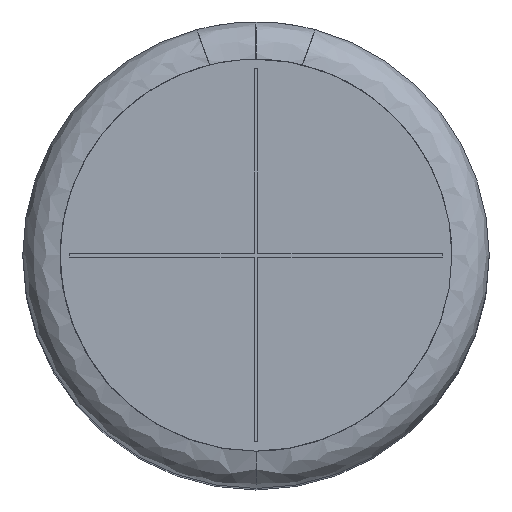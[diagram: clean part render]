
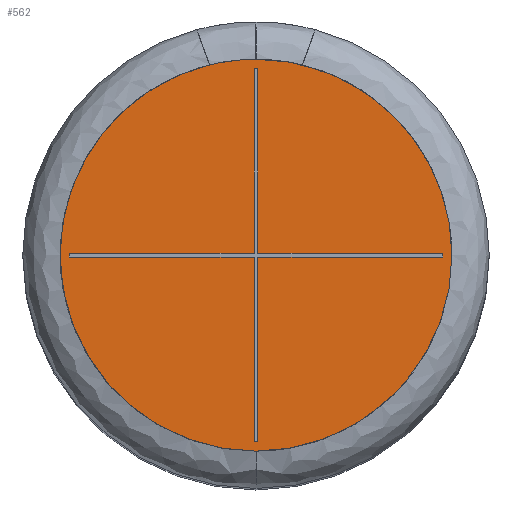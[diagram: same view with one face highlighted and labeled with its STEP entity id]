
A CAD part, top view. The second image highlights one B-rep face of the part: STEP entity #562.
In plain terms, the highlighted planar face has unit normal (0, 0, 1).
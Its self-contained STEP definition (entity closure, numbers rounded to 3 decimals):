
#250 = ORIENTED_EDGE ( 'NONE', *, *, #481, .T. ) ;
#452 = VERTEX_POINT ( 'NONE', #5602 ) ;
#453 = VERTEX_POINT ( 'NONE', #5635 ) ;
#454 = VERTEX_POINT ( 'NONE', #5600 ) ;
#457 = VERTEX_POINT ( 'NONE', #5636 ) ;
#462 = EDGE_CURVE ( 'NONE', #479, #457, #5599, .T. ) ;
#466 = VERTEX_POINT ( 'NONE', #5618 ) ;
#469 = EDGE_CURVE ( 'NONE', #4132, #1565, #5662, .T. ) ;
#479 = VERTEX_POINT ( 'NONE', #5684 ) ;
#481 = EDGE_CURVE ( 'NONE', #1565, #479, #5669, .T. ) ;
#482 = VERTEX_POINT ( 'NONE', #5724 ) ;
#484 = EDGE_CURVE ( 'NONE', #457, #482, #5720, .T. ) ;
#494 = EDGE_CURVE ( 'NONE', #452, #4148, #5759, .T. ) ;
#499 = ORIENTED_EDGE ( 'NONE', *, *, #559, .F. ) ;
#503 = EDGE_CURVE ( 'NONE', #454, #453, #5764, .T. ) ;
#517 = EDGE_CURVE ( 'NONE', #466, #454, #5817, .T. ) ;
#520 = EDGE_CURVE ( 'NONE', #565, #4043, #5858, .T. ) ;
#531 = EDGE_CURVE ( 'NONE', #482, #466, #5645, .T. ) ;
#551 = ORIENTED_EDGE ( 'NONE', *, *, #4052, .F. ) ;
#552 = ORIENTED_EDGE ( 'NONE', *, *, #494, .T. ) ;
#553 = ORIENTED_EDGE ( 'NONE', *, *, #567, .T. ) ;
#554 = ORIENTED_EDGE ( 'NONE', *, *, #4077, .T. ) ;
#555 = ORIENTED_EDGE ( 'NONE', *, *, #4131, .T. ) ;
#556 = ORIENTED_EDGE ( 'NONE', *, *, #469, .T. ) ;
#558 = EDGE_LOOP ( 'NONE', ( #499, #551, #564 ) ) ;
#559 = EDGE_CURVE ( 'NONE', #4051, #565, #5924, .T. ) ;
#562 = ADVANCED_FACE ( 'NONE', ( #5929, #5960 ), #5916, .T. ) ;
#563 = ORIENTED_EDGE ( 'NONE', *, *, #4125, .T. ) ;
#564 = ORIENTED_EDGE ( 'NONE', *, *, #520, .F. ) ;
#565 = VERTEX_POINT ( 'NONE', #6006 ) ;
#567 = EDGE_CURVE ( 'NONE', #453, #452, #6000, .T. ) ;
#571 = EDGE_LOOP ( 'NONE', ( #553, #552, #554, #555, #563, #556, #250, #3218, #3219, #3221, #3220, #3225 ) ) ;
#1565 = VERTEX_POINT ( 'NONE', #7479 ) ;
#2443 = CARTESIAN_POINT ( 'NONE',  ( -581.628, -218.863, 24.88 ) ) ;
#2455 = CARTESIAN_POINT ( 'NONE',  ( -581.628, -239.863, 24.88 ) ) ;
#2479 = CARTESIAN_POINT ( 'NONE',  ( -581.628, -218.863, 24.88 ) ) ;
#2480 = CARTESIAN_POINT ( 'NONE',  ( -602.628, -218.863, 24.88 ) ) ;
#2481 = CARTESIAN_POINT ( 'NONE',  ( -602.628, -239.863, 24.88 ) ) ;
#2482 = CARTESIAN_POINT ( 'NONE',  ( -581.628, -239.863, 24.88 ) ) ;
#2484 =( BOUNDED_CURVE ( )  B_SPLINE_CURVE ( 3, ( #2482, #2481, #2480, #2479 ),
 .UNSPECIFIED., .F., .F. ) 
 B_SPLINE_CURVE_WITH_KNOTS ( ( 4, 4 ),
 ( 0., 1. ),
 .UNSPECIFIED. ) 
 CURVE ( )  GEOMETRIC_REPRESENTATION_ITEM ( )  RATIONAL_B_SPLINE_CURVE ( ( 1., 0.333, 0.333, 1. ) ) 
 REPRESENTATION_ITEM ( '' )  );
#2546 = DIRECTION ( 'NONE',  ( 1., 0., 0. ) ) ;
#2547 = VECTOR ( 'NONE', #2546, 1000. ) ;
#2548 = CARTESIAN_POINT ( 'NONE',  ( -576.378, -219.363, 24.88 ) ) ;
#2553 = LINE ( 'NONE', #2548, #2547 ) ;
#2577 = CARTESIAN_POINT ( 'NONE',  ( -581.528, -219.363, 24.88 ) ) ;
#2626 = DIRECTION ( 'NONE',  ( 1., 0., 0. ) ) ;
#2627 = VECTOR ( 'NONE', #2626, 1000. ) ;
#2644 = CARTESIAN_POINT ( 'NONE',  ( -576.378, -229.263, 24.88 ) ) ;
#2645 = LINE ( 'NONE', #2644, #2627 ) ;
#2649 = VECTOR ( 'NONE', #2709, 1000. ) ;
#2650 = CARTESIAN_POINT ( 'NONE',  ( -581.528, -229.363, 24.88 ) ) ;
#2651 = LINE ( 'NONE', #2650, #2649 ) ;
#2655 = CARTESIAN_POINT ( 'NONE',  ( -571.628, -229.263, 24.88 ) ) ;
#2692 = CARTESIAN_POINT ( 'NONE',  ( -581.728, -219.363, 24.88 ) ) ;
#2709 = DIRECTION ( 'NONE',  ( 0., -1., 0. ) ) ;
#2716 = CARTESIAN_POINT ( 'NONE',  ( -581.528, -229.263, 24.88 ) ) ;
#3218 = ORIENTED_EDGE ( 'NONE', *, *, #462, .T. ) ;
#3219 = ORIENTED_EDGE ( 'NONE', *, *, #484, .T. ) ;
#3220 = ORIENTED_EDGE ( 'NONE', *, *, #517, .T. ) ;
#3221 = ORIENTED_EDGE ( 'NONE', *, *, #531, .T. ) ;
#3225 = ORIENTED_EDGE ( 'NONE', *, *, #503, .T. ) ;
#4043 = VERTEX_POINT ( 'NONE', #2455 ) ;
#4051 = VERTEX_POINT ( 'NONE', #2443 ) ;
#4052 = EDGE_CURVE ( 'NONE', #4043, #4051, #2484, .T. ) ;
#4077 = EDGE_CURVE ( 'NONE', #4148, #4110, #2553, .T. ) ;
#4110 = VERTEX_POINT ( 'NONE', #2577 ) ;
#4125 = EDGE_CURVE ( 'NONE', #4147, #4132, #2645, .T. ) ;
#4131 = EDGE_CURVE ( 'NONE', #4110, #4147, #2651, .T. ) ;
#4132 = VERTEX_POINT ( 'NONE', #2655 ) ;
#4147 = VERTEX_POINT ( 'NONE', #2716 ) ;
#4148 = VERTEX_POINT ( 'NONE', #2692 ) ;
#5599 = LINE ( 'NONE', #5657, #5654 ) ;
#5600 = CARTESIAN_POINT ( 'NONE',  ( -591.628, -229.463, 24.88 ) ) ;
#5602 = CARTESIAN_POINT ( 'NONE',  ( -581.728, -229.263, 24.88 ) ) ;
#5618 = CARTESIAN_POINT ( 'NONE',  ( -581.728, -229.463, 24.88 ) ) ;
#5635 = CARTESIAN_POINT ( 'NONE',  ( -591.628, -229.263, 24.88 ) ) ;
#5636 = CARTESIAN_POINT ( 'NONE',  ( -581.528, -239.363, 24.88 ) ) ;
#5638 = DIRECTION ( 'NONE',  ( 0., 1., 0. ) ) ;
#5639 = VECTOR ( 'NONE', #5638, 1000. ) ;
#5640 = CARTESIAN_POINT ( 'NONE',  ( -581.728, -229.363, 24.88 ) ) ;
#5645 = LINE ( 'NONE', #5640, #5639 ) ;
#5647 = DIRECTION ( 'NONE',  ( 0., -1., 0. ) ) ;
#5648 = VECTOR ( 'NONE', #5647, 1000. ) ;
#5653 = DIRECTION ( 'NONE',  ( 0., -1., 0. ) ) ;
#5654 = VECTOR ( 'NONE', #5653, 1000. ) ;
#5657 = CARTESIAN_POINT ( 'NONE',  ( -581.528, -229.363, 24.88 ) ) ;
#5661 = CARTESIAN_POINT ( 'NONE',  ( -571.628, -229.363, 24.88 ) ) ;
#5662 = LINE ( 'NONE', #5661, #5648 ) ;
#5669 = LINE ( 'NONE', #5723, #5722 ) ;
#5684 = CARTESIAN_POINT ( 'NONE',  ( -581.528, -229.463, 24.88 ) ) ;
#5714 = DIRECTION ( 'NONE',  ( -1., 0., 0. ) ) ;
#5715 = VECTOR ( 'NONE', #5714, 1000. ) ;
#5719 = CARTESIAN_POINT ( 'NONE',  ( -576.378, -239.363, 24.88 ) ) ;
#5720 = LINE ( 'NONE', #5719, #5715 ) ;
#5721 = DIRECTION ( 'NONE',  ( -1., 0., 0. ) ) ;
#5722 = VECTOR ( 'NONE', #5721, 1000. ) ;
#5723 = CARTESIAN_POINT ( 'NONE',  ( -576.378, -229.463, 24.88 ) ) ;
#5724 = CARTESIAN_POINT ( 'NONE',  ( -581.728, -239.363, 24.88 ) ) ;
#5753 = CARTESIAN_POINT ( 'NONE',  ( -591.628, -229.363, 24.88 ) ) ;
#5756 = DIRECTION ( 'NONE',  ( 0., 1., 0. ) ) ;
#5757 = VECTOR ( 'NONE', #5756, 1000. ) ;
#5758 = CARTESIAN_POINT ( 'NONE',  ( -581.728, -229.363, 24.88 ) ) ;
#5759 = LINE ( 'NONE', #5758, #5757 ) ;
#5764 = LINE ( 'NONE', #5753, #5783 ) ;
#5783 = VECTOR ( 'NONE', #5813, 1000. ) ;
#5813 = DIRECTION ( 'NONE',  ( 0., 1., 0. ) ) ;
#5817 = LINE ( 'NONE', #5861, #5860 ) ;
#5852 = CARTESIAN_POINT ( 'NONE',  ( -581.628, -239.863, 24.88 ) ) ;
#5853 = CARTESIAN_POINT ( 'NONE',  ( -575.477, -239.863, 24.88 ) ) ;
#5854 = CARTESIAN_POINT ( 'NONE',  ( -571.128, -235.513, 24.88 ) ) ;
#5855 = CARTESIAN_POINT ( 'NONE',  ( -571.128, -229.363, 24.88 ) ) ;
#5858 =( BOUNDED_CURVE ( )  B_SPLINE_CURVE ( 3, ( #5855, #5854, #5853, #5852 ),
 .UNSPECIFIED., .F., .T. ) 
 B_SPLINE_CURVE_WITH_KNOTS ( ( 4, 4 ),
 ( 0., 1. ),
 .UNSPECIFIED. ) 
 CURVE ( )  GEOMETRIC_REPRESENTATION_ITEM ( )  RATIONAL_B_SPLINE_CURVE ( ( 1., 0.805, 0.805, 1. ) ) 
 REPRESENTATION_ITEM ( '' )  );
#5859 = DIRECTION ( 'NONE',  ( -1., 0., 0. ) ) ;
#5860 = VECTOR ( 'NONE', #5859, 1000. ) ;
#5861 = CARTESIAN_POINT ( 'NONE',  ( -576.378, -229.463, 24.88 ) ) ;
#5916 = PLANE ( 'NONE',  #5977 ) ;
#5924 =( BOUNDED_CURVE ( )  B_SPLINE_CURVE ( 3, ( #5945, #5944, #5943, #5942 ),
 .UNSPECIFIED., .F., .T. ) 
 B_SPLINE_CURVE_WITH_KNOTS ( ( 4, 4 ),
 ( 0., 1. ),
 .UNSPECIFIED. ) 
 CURVE ( )  GEOMETRIC_REPRESENTATION_ITEM ( )  RATIONAL_B_SPLINE_CURVE ( ( 1., 0.805, 0.805, 1. ) ) 
 REPRESENTATION_ITEM ( '' )  );
#5929 = FACE_OUTER_BOUND ( 'NONE', #558, .T. ) ;
#5942 = CARTESIAN_POINT ( 'NONE',  ( -571.128, -229.363, 24.88 ) ) ;
#5943 = CARTESIAN_POINT ( 'NONE',  ( -571.128, -223.212, 24.88 ) ) ;
#5944 = CARTESIAN_POINT ( 'NONE',  ( -575.477, -218.863, 24.88 ) ) ;
#5945 = CARTESIAN_POINT ( 'NONE',  ( -581.628, -218.863, 24.88 ) ) ;
#5960 = FACE_BOUND ( 'NONE', #571, .T. ) ;
#5977 = AXIS2_PLACEMENT_3D ( 'NONE', #6003, #6002, #6001 ) ;
#5997 = DIRECTION ( 'NONE',  ( 1., 0., 0. ) ) ;
#5998 = VECTOR ( 'NONE', #5997, 1000. ) ;
#5999 = CARTESIAN_POINT ( 'NONE',  ( -576.378, -229.263, 24.88 ) ) ;
#6000 = LINE ( 'NONE', #5999, #5998 ) ;
#6001 = DIRECTION ( 'NONE',  ( 1., 0., 0. ) ) ;
#6002 = DIRECTION ( 'NONE',  ( 0., 0., 1. ) ) ;
#6003 = CARTESIAN_POINT ( 'NONE',  ( -576.378, -229.363, 24.88 ) ) ;
#6006 = CARTESIAN_POINT ( 'NONE',  ( -571.128, -229.363, 24.88 ) ) ;
#7479 = CARTESIAN_POINT ( 'NONE',  ( -571.628, -229.463, 24.88 ) ) ;
